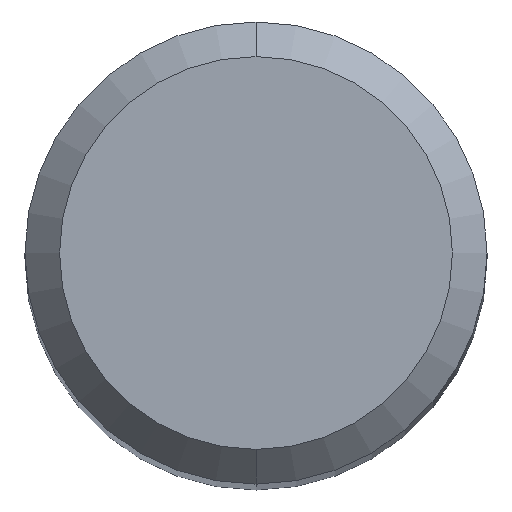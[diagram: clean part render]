
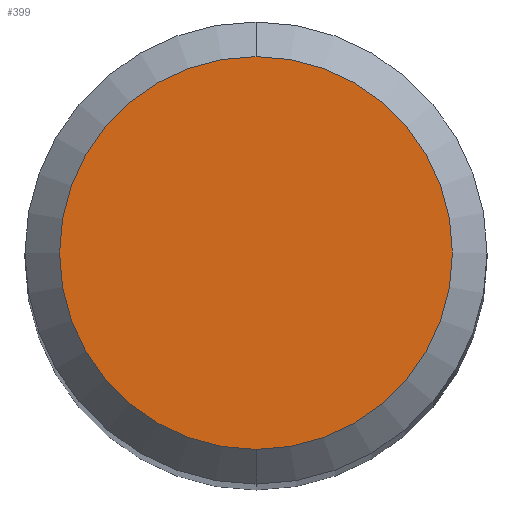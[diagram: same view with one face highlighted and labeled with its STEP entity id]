
A CAD part, top view. The second image highlights one B-rep face of the part: STEP entity #399.
In plain terms, the highlighted planar face has unit normal (0, 0, 1).
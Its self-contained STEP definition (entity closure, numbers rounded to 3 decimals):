
#185=VERTEX_POINT('',#493);
#315=EDGE_CURVE('',#185,#379,#637,.T.);
#379=VERTEX_POINT('',#707);
#399=ADVANCED_FACE('',(#730),#731,.T.);
#423=EDGE_CURVE('',#379,#185,#756,.T.);
#493=CARTESIAN_POINT('',(0.,-1.7,0.0));
#637=CIRCLE('',#1115,1.7);
#707=CARTESIAN_POINT('',(0.0,1.7,0.0));
#730=FACE_OUTER_BOUND('',#1293,.T.);
#731=PLANE('',#1294);
#756=CIRCLE('',#1352,1.7);
#1115=AXIS2_PLACEMENT_3D('',#1612,#1613,#1614);
#1293=EDGE_LOOP('',(#1732,#1733));
#1294=AXIS2_PLACEMENT_3D('',#1734,#1735,#1736);
#1352=AXIS2_PLACEMENT_3D('',#1750,#1751,#1752);
#1612=CARTESIAN_POINT('',(0.0,0.0,0.0));
#1613=DIRECTION('',(0.0,0.0,-1.0));
#1614=DIRECTION('',(0.0,1.0,0.0));
#1732=ORIENTED_EDGE('',*,*,#423,.F.);
#1733=ORIENTED_EDGE('',*,*,#315,.F.);
#1734=CARTESIAN_POINT('',(0.0,0.85,0.0));
#1735=DIRECTION('',(-0.0,0.0,1.0));
#1736=DIRECTION('',(0.0,-1.0,0.0));
#1750=CARTESIAN_POINT('',(0.0,0.0,0.0));
#1751=DIRECTION('',(0.0,0.0,-1.0));
#1752=DIRECTION('',(0.0,1.0,0.0));
